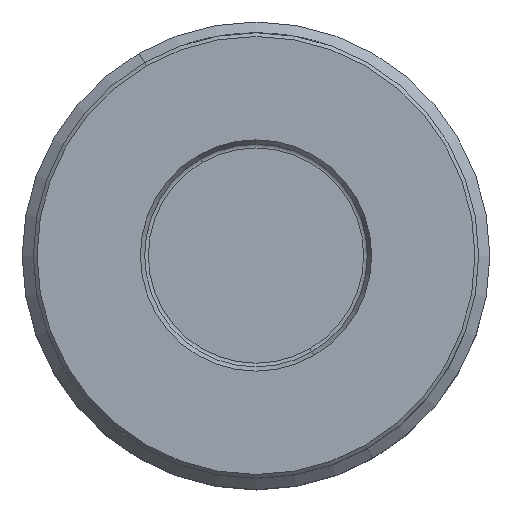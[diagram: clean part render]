
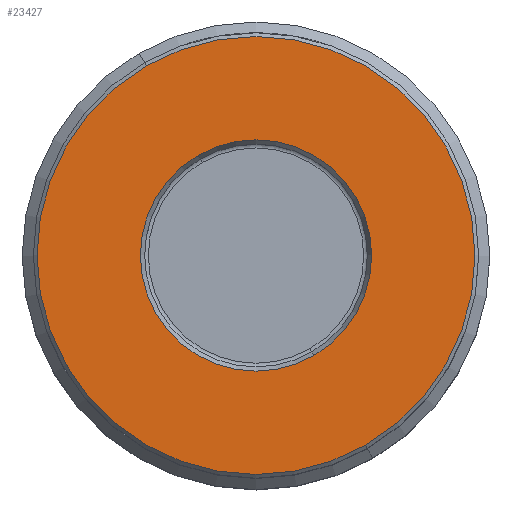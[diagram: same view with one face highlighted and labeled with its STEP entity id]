
A CAD part, top view. The second image highlights one B-rep face of the part: STEP entity #23427.
In plain terms, the highlighted planar face has unit normal (0, 0, 1).
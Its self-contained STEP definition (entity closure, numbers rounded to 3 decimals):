
#12071=CARTESIAN_POINT('',(0.,0.,55.));
#12072=DIRECTION('',(0.,0.,1.));
#12073=DIRECTION('',(-0.5,0.866,0.));
#12074=AXIS2_PLACEMENT_3D('',#12071,#12072,#12073);
#12093=CARTESIAN_POINT('',(0.,0.,55.));
#12094=DIRECTION('',(0.,0.,-1.));
#12095=DIRECTION('',(-0.5,0.866,0.));
#12096=AXIS2_PLACEMENT_3D('',#12093,#12094,#12095);
#12101=CARTESIAN_POINT('',(0.,0.,55.));
#12102=DIRECTION('',(0.,0.,1.));
#12103=DIRECTION('',(-0.5,0.866,0.));
#12104=AXIS2_PLACEMENT_3D('',#12101,#12102,#12103);
#12109=CARTESIAN_POINT('',(0.,0.,55.));
#12110=DIRECTION('',(0.,0.,-1.));
#12111=DIRECTION('',(-0.5,0.866,0.));
#12112=AXIS2_PLACEMENT_3D('',#12109,#12110,#12111);
#13750=CARTESIAN_POINT('',(-7.789,13.49,55.));
#13751=VERTEX_POINT('',#13750);
#13752=CARTESIAN_POINT('',(-14.75,25.548,55.));
#13754=VERTEX_POINT('',#13752);
#13802=CARTESIAN_POINT('',(7.789,-13.49,55.));
#13803=VERTEX_POINT('',#13802);
#13804=CARTESIAN_POINT('',(14.75,-25.548,55.));
#13806=VERTEX_POINT('',#13804);
#23412=CARTESIAN_POINT('',(0.,0.,55.));
#23413=DIRECTION('',(0.,0.,1.));
#23414=DIRECTION('',(0.5,-0.866,0.));
#23415=AXIS2_PLACEMENT_3D('',#23412,#23413,#23414);
#23416=PLANE('',#23415);
#23417=ORIENTED_EDGE('',*,*,#23407,.T.);
#23418=ORIENTED_EDGE('',*,*,#23391,.F.);
#23419=EDGE_LOOP('',(#23417,#23418));
#23420=FACE_OUTER_BOUND('',#23419,.F.);
#23422=ORIENTED_EDGE('',*,*,#23421,.T.);
#23424=ORIENTED_EDGE('',*,*,#23423,.F.);
#23425=EDGE_LOOP('',(#23422,#23424));
#23426=FACE_BOUND('',#23425,.F.);
#23427=ADVANCED_FACE('',(#23420,#23426),#23416,.T.);
#12075=CIRCLE('',#12074,29.5);
#12097=CIRCLE('',#12096,29.5);
#12105=CIRCLE('',#12104,15.577);
#12113=CIRCLE('',#12112,15.577);
#23391=EDGE_CURVE('',#13754,#13806,#12075,.T.);
#23407=EDGE_CURVE('',#13754,#13806,#12097,.T.);
#23421=EDGE_CURVE('',#13751,#13803,#12105,.T.);
#23423=EDGE_CURVE('',#13751,#13803,#12113,.T.);
